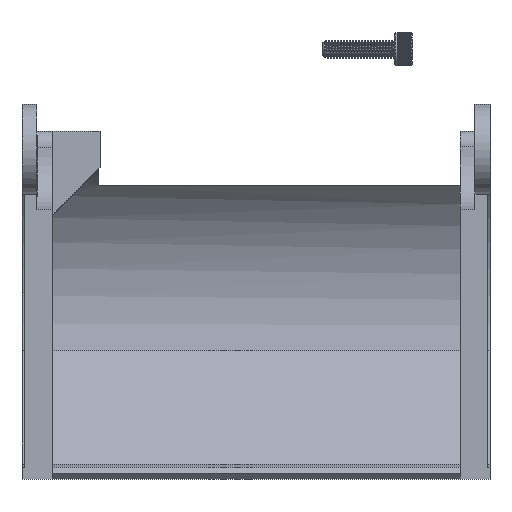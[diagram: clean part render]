
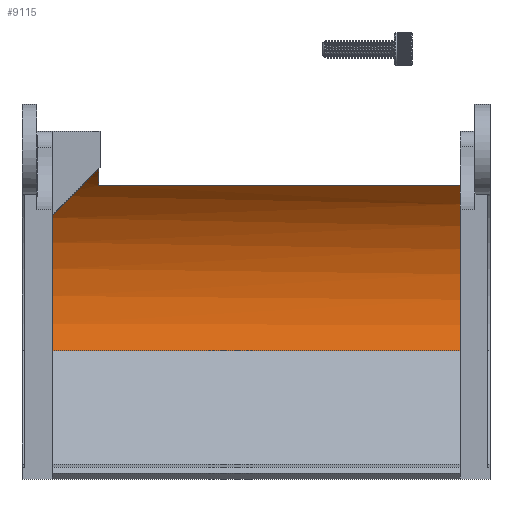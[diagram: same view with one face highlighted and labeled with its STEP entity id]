
A CAD part, front view. The second image highlights one B-rep face of the part: STEP entity #9115.
In plain terms, the highlighted cylindrical face has radius 27.518 mm (diameter 55.036 mm), a partial arc.
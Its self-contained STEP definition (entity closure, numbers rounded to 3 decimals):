
#1163=FACE_OUTER_BOUND('',#1794,.T.);
#1794=EDGE_LOOP('',(#8457,#8458,#8459,#8460,#8461,#8462,#8463));
#2034=CIRCLE('',#9837,27.518);
#2049=CIRCLE('',#9869,27.518);
#2061=CIRCLE('',#9889,27.518);
#2953=LINE('',#18379,#3843);
#2967=LINE('',#18426,#3857);
#3001=LINE('',#18505,#3891);
#3002=LINE('',#18506,#3892);
#3843=VECTOR('',#12215,10.);
#3857=VECTOR('',#12267,10.);
#3891=VECTOR('',#12347,10.);
#3892=VECTOR('',#12348,10.);
#4656=VERTEX_POINT('',#18266);
#4657=VERTEX_POINT('',#18268);
#4696=VERTEX_POINT('',#18376);
#4703=VERTEX_POINT('',#18396);
#4711=VERTEX_POINT('',#18424);
#4717=VERTEX_POINT('',#18442);
#4733=VERTEX_POINT('',#18504);
#5862=EDGE_CURVE('',#4656,#4657,#2034,.T.);
#5918=EDGE_CURVE('',#4656,#4696,#2953,.T.);
#5928=EDGE_CURVE('',#4703,#4696,#2049,.T.);
#5942=EDGE_CURVE('',#4703,#4711,#2967,.T.);
#5952=EDGE_CURVE('',#4711,#4717,#2061,.T.);
#5982=EDGE_CURVE('',#4733,#4657,#3001,.T.);
#5983=EDGE_CURVE('',#4717,#4733,#3002,.T.);
#8457=ORIENTED_EDGE('',*,*,#5918,.T.);
#8458=ORIENTED_EDGE('',*,*,#5928,.F.);
#8459=ORIENTED_EDGE('',*,*,#5942,.T.);
#8460=ORIENTED_EDGE('',*,*,#5952,.T.);
#8461=ORIENTED_EDGE('',*,*,#5983,.T.);
#8462=ORIENTED_EDGE('',*,*,#5982,.T.);
#8463=ORIENTED_EDGE('',*,*,#5862,.F.);
#8592=CYLINDRICAL_SURFACE('',#9919,27.518);
#9115=ADVANCED_FACE('',(#1163),#8592,.F.);
#9837=AXIS2_PLACEMENT_3D('',#18269,#12117,#12118);
#9869=AXIS2_PLACEMENT_3D('',#18398,#12232,#12233);
#9889=AXIS2_PLACEMENT_3D('',#18444,#12284,#12285);
#9919=AXIS2_PLACEMENT_3D('',#18529,#12379,#12380);
#12117=DIRECTION('center_axis',(1.,0.,0.));
#12118=DIRECTION('ref_axis',(0.,-0.193,-0.981));
#12215=DIRECTION('',(1.,0.,0.));
#12232=DIRECTION('center_axis',(-1.,0.,0.));
#12233=DIRECTION('ref_axis',(0.,-0.193,-0.981));
#12267=DIRECTION('',(-1.,0.,0.));
#12284=DIRECTION('center_axis',(1.,0.,0.));
#12285=DIRECTION('ref_axis',(0.,-0.193,-0.981));
#12347=DIRECTION('',(-1.,0.,0.));
#12348=DIRECTION('',(-1.,0.,0.));
#12379=DIRECTION('center_axis',(1.,0.,0.));
#12380=DIRECTION('ref_axis',(0.,-0.193,-0.981));
#18266=CARTESIAN_POINT('',(-34.,359.965,17.458));
#18268=CARTESIAN_POINT('',(-34.,347.,48.979));
#18269=CARTESIAN_POINT('Origin',(-34.,333.5,25.));
#18376=CARTESIAN_POINT('',(34.,359.965,17.458));
#18379=CARTESIAN_POINT('',(-36.,359.965,17.458));
#18396=CARTESIAN_POINT('',(34.,352.401,45.));
#18398=CARTESIAN_POINT('Origin',(34.,333.5,25.));
#18424=CARTESIAN_POINT('',(-26.2,352.401,45.));
#18426=CARTESIAN_POINT('',(-36.,352.401,45.));
#18442=CARTESIAN_POINT('',(-26.2,347.,48.979));
#18444=CARTESIAN_POINT('Origin',(-26.2,333.5,25.));
#18504=CARTESIAN_POINT('',(-28.,347.,48.979));
#18505=CARTESIAN_POINT('',(-36.,347.,48.979));
#18506=CARTESIAN_POINT('',(-36.,347.,48.979));
#18529=CARTESIAN_POINT('Origin',(-36.,333.5,25.));
